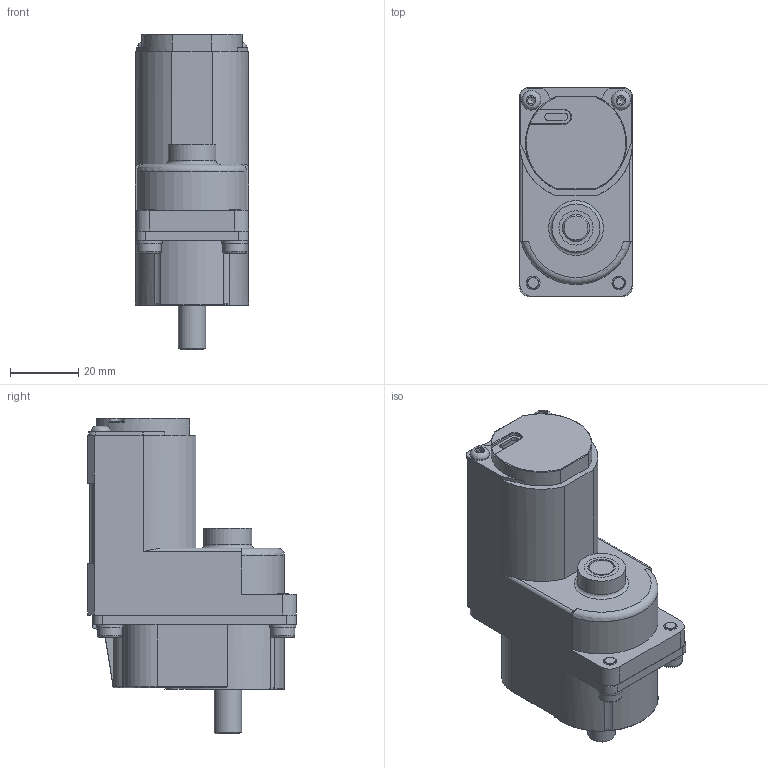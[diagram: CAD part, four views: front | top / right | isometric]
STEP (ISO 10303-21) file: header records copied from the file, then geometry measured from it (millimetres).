
FILE_DESCRIPTION((''),'2;1');
FILE_NAME('assemblatogm.stp','2014-12-09T09:40:27',('vboero'),(''),'Autodesk Inventor 2013','Autodesk Inventor 2013','');
FILE_SCHEMA(('AUTOMOTIVE_DESIGN { 1 0 10303 214 1 1 1 1 }'));
Length unit declared in the file: millimetre
Products named in the file (13): assemblatogm; corpo lavorato; DIN 7984 M4 x 10; DIN 7984 M4 x 8; AS 1968 4; cappuccio; ISO 7380 M3 x 6; motoreass; motore; anello flusso; flangia lavorata no basculante; boccolasinterizzatagm; alberogm60
Assembly tree (19 placements, depth 3):
  assemblatogm
    corpo lavorato
    DIN 7984 M4 x 10  x2
    DIN 7984 M4 x 8  x2
    AS 1968 4  x4
    cappuccio
    ISO 7380 M3 x 6  x2
    motoreass
      motore
      anello flusso
    flangia lavorata no basculante
    boccolasinterizzatagm  x2
    alberogm60
Bounding box: 33 x 61 x 92.2 mm (x, y, z)
Volume: 75585.7 mm3; surface area: 45630.7 mm2
Topology: 18 solids, 18 shells, 522 faces, 1266 edges, 796 vertices
Faces by surface type: cylinder 212, plane 195, torus 65, cone 22, bspline 20, sphere 8
Full cylindrical faces by diameter (mm): 2.3 x2, 2.459 x2, 2.8 x2, 3 x5, 3.242 x12, 4 x4, 4.2 x4, 5 x4, 5.7 x2, 7 x4, 8 x3, 9.6 x1, 10 x5, 10.1 x1, 14 x1, 20 x1, 27.8 x1
Entity records: 14309 total; most frequent: CARTESIAN_POINT 3233, DIRECTION 2385, ORIENTED_EDGE 2064, EDGE_CURVE 1032, AXIS2_PLACEMENT_3D 969, VERTEX_POINT 686, EDGE_LOOP 588, CIRCLE 485
